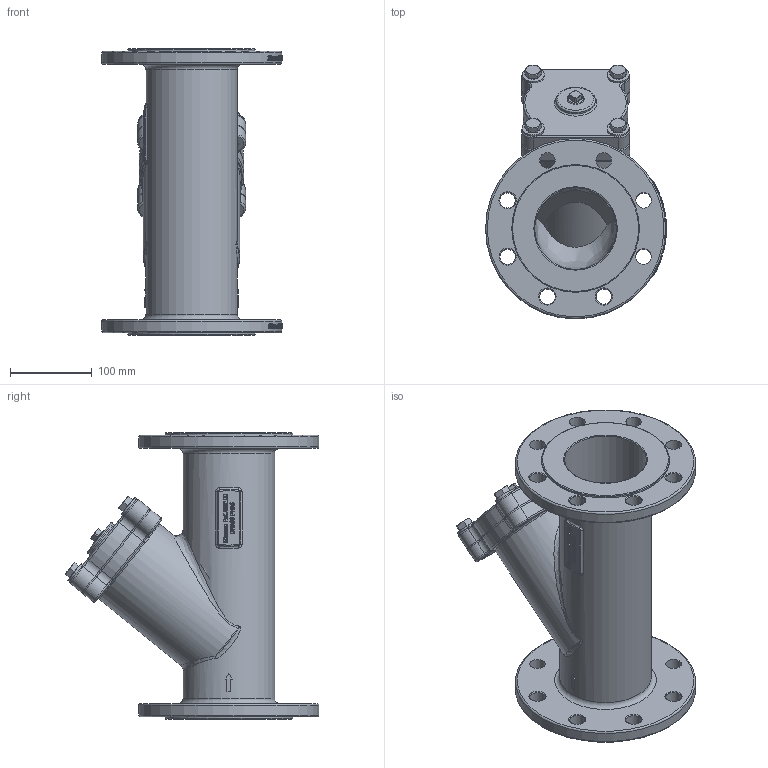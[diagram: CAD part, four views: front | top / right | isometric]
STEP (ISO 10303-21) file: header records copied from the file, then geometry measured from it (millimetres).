
FILE_DESCRIPTION(/* description */ ('233100'),/* implementation_level */ '2;1');
FILE_NAME(/* name */ '233100.stp',/* time_stamp */ '2016-02-15T15:53:11+01:00',/* author */ ('jmorand'),/* organization */ ('Sferaco'),/* preprocessor_version */ 'ST-DEVELOPER v16.1',/* originating_system */ 'Autodesk Inventor 2016',/* authorisation */ '');
FILE_SCHEMA (('AUTOMOTIVE_DESIGN { 1 0 10303 214 3 1 1 }'));
Products named in the file (1): 233100_bd
Bounding box: 221 x 310.02 x 350 mm (x, y, z)
Volume: 2537323.6 mm3; surface area: 490806.1 mm2
Topology: 1 solids, 5 shells, 1629 faces, 4304 edges, 2819 vertices
Faces by surface type: bspline 732, plane 622, cylinder 175, torus 71, cone 29
Full cylindrical faces by diameter (mm): 10.106 x4, 12 x4, 13 x4, 18 x4, 18.631 x1, 19 x16, 27 x4, 48 x1, 100 x2, 101 x1, 112 x1, 118 x1, 156 x2, 220 x2
Entity records: 66248 total; most frequent: CARTESIAN_POINT 29325, ORIENTED_EDGE 8364, DIRECTION 5162, EDGE_CURVE 4182, VERTEX_POINT 2783, LINE 1974, VECTOR 1974, EDGE_LOOP 1887
